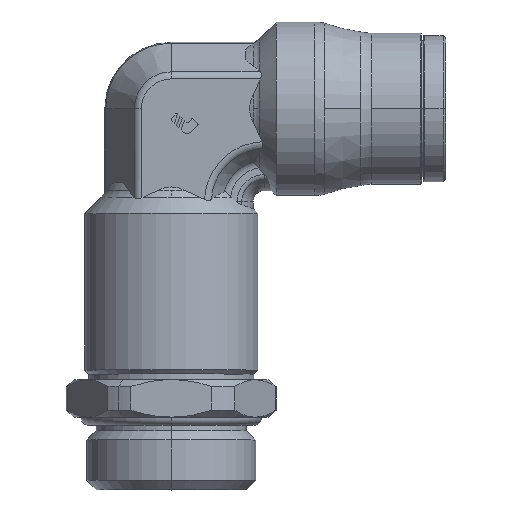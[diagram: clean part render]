
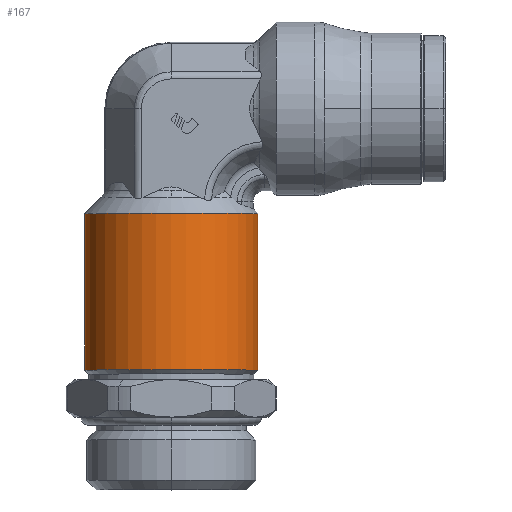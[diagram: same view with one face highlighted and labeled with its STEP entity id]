
A CAD part, top view. The second image highlights one B-rep face of the part: STEP entity #167.
In plain terms, the highlighted cylindrical face has radius 10.75 mm (diameter 21.5 mm), a partial arc.
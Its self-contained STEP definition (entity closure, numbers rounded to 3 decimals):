
#167=ADVANCED_FACE('',(#474),#475,.T.);
#474=FACE_OUTER_BOUND('',#842,.T.);
#475=CYLINDRICAL_SURFACE('',#843,10.75);
#842=EDGE_LOOP('',(#1915,#1916,#1917,#1918));
#843=AXIS2_PLACEMENT_3D('',#1919,#1920,#1921);
#1915=ORIENTED_EDGE('',*,*,#2412,.T.);
#1916=ORIENTED_EDGE('',*,*,#2506,.T.);
#1917=ORIENTED_EDGE('',*,*,#2414,.T.);
#1918=ORIENTED_EDGE('',*,*,#2721,.T.);
#1919=CARTESIAN_POINT('',(0.,-15.365,0.));
#1920=DIRECTION('',(0.,-1.0,0.));
#1921=DIRECTION('',(-1.0,0.,0.));
#2412=EDGE_CURVE('',#2877,#2878,#2879,.T.);
#2414=EDGE_CURVE('',#2882,#2880,#2883,.T.);
#2506=EDGE_CURVE('',#2878,#2882,#3052,.T.);
#2721=EDGE_CURVE('',#2880,#2877,#3386,.T.);
#2877=VERTEX_POINT('',#3643);
#2878=VERTEX_POINT('',#3644);
#2879=LINE('',#3645,#3646);
#2880=VERTEX_POINT('',#3647);
#2882=VERTEX_POINT('',#3649);
#2883=LINE('',#3650,#3651);
#3052=CIRCLE('',#4078,10.75);
#3386=CIRCLE('',#5086,10.75);
#3643=CARTESIAN_POINT('',(-10.75,-13.0,0.));
#3644=CARTESIAN_POINT('',(-10.75,-32.4,0.));
#3645=CARTESIAN_POINT('',(-10.75,-15.365,0.));
#3646=VECTOR('',#5511,1.0);
#3647=CARTESIAN_POINT('',(10.75,-13.0,0.));
#3649=CARTESIAN_POINT('',(10.75,-32.4,0.));
#3650=CARTESIAN_POINT('',(10.75,-15.365,0.));
#3651=VECTOR('',#5515,1.0);
#4078=AXIS2_PLACEMENT_3D('',#5683,#5684,#5685);
#5086=AXIS2_PLACEMENT_3D('',#6027,#6028,#6029);
#5511=DIRECTION('',(0.,-1.0,0.));
#5515=DIRECTION('',(0.,1.0,0.));
#5683=CARTESIAN_POINT('',(0.,-32.4,0.));
#5684=DIRECTION('',(0.,1.0,0.));
#5685=DIRECTION('',(-1.0,0.,0.));
#6027=CARTESIAN_POINT('',(0.,-13.0,0.));
#6028=DIRECTION('',(0.,-1.0,0.));
#6029=DIRECTION('',(-1.0,0.,0.));
